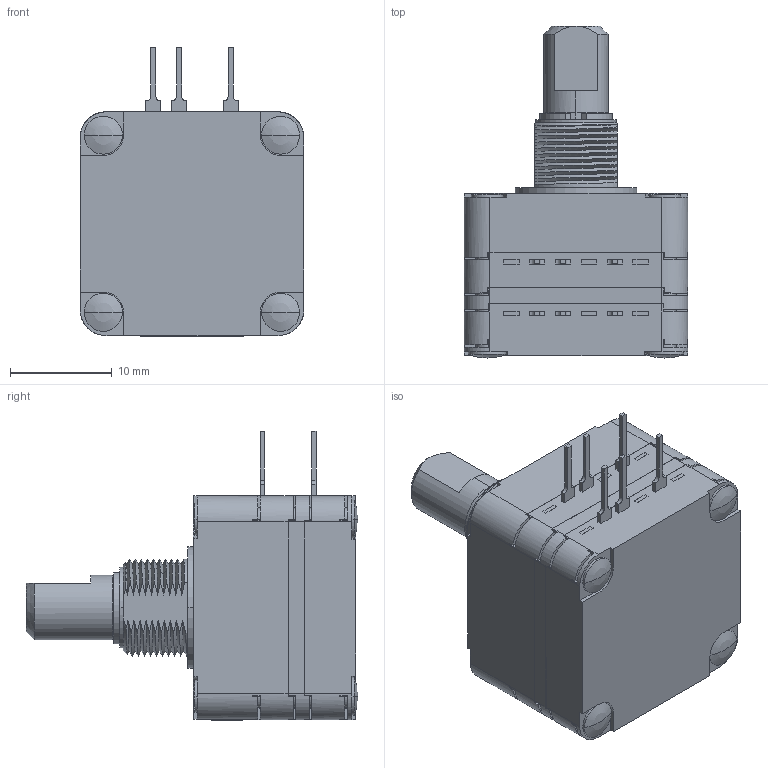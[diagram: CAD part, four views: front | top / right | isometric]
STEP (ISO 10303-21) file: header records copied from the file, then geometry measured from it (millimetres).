
FILE_DESCRIPTION((''),'2;1');
FILE_NAME('25BSPXX-Q-2-XX','2009-11-05T',('Administrator'),(''),'PRO/ENGINEER BY PARAMETRIC TECHNOLOGY CORPORATION, 2006200','PRO/ENGINEER BY PARAMETRIC TECHNOLOGY CORPORATION, 2006200','');
FILE_SCHEMA(('CONFIG_CONTROL_DESIGN'));
Length unit declared in the file: inch
Products named in the file (1): 25BSPXX-Q-2-XX
Bounding box: 21.98 x 32.59 x 28.43 mm (x, y, z)
Volume: 4134.2 mm3; surface area: 7275.5 mm2
Topology: 1 solids, 2 shells, 868 faces, 2388 edges, 1545 vertices
Faces by surface type: plane 596, cylinder 199, bspline 46, cone 19, sphere 8
Entity records: 35843 total; most frequent: CARTESIAN_POINT 8214, ORIENTED_EDGE 4744, DIRECTION 4518, EDGE_CURVE 2372, VECTOR 1566, LINE 1566, VERTEX_POINT 1545, AXIS2_PLACEMENT_3D 1476
